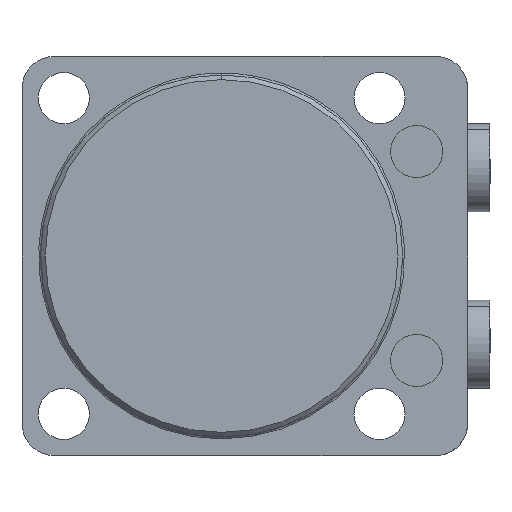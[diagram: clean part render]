
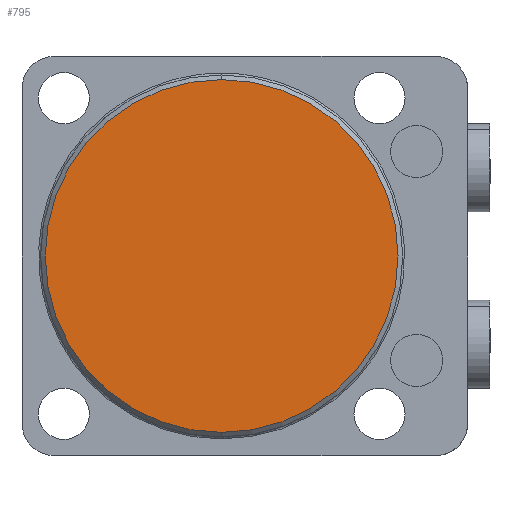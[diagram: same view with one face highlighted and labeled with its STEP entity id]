
A CAD part, front view. The second image highlights one B-rep face of the part: STEP entity #795.
In plain terms, the highlighted planar face has unit normal (0, -1, 0).
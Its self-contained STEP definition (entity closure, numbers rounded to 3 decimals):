
#1 = FACE_OUTER_BOUND ( 'NONE', #4004, .T. ) ;
#200 = EDGE_CURVE ( 'NONE', #2760, #2781, #3611, .T. ) ;
#687 = DIRECTION ( 'NONE',  ( 0., 0., 1. ) ) ;
#688 = DIRECTION ( 'NONE',  ( 0., 1., 0. ) ) ;
#689 = CARTESIAN_POINT ( 'NONE',  ( 0., -79., 0. ) ) ;
#795 = ADVANCED_FACE ( 'NONE', ( #1 ), #2228, .T. ) ;
#912 = AXIS2_PLACEMENT_3D ( 'NONE', #689, #688, #687 ) ;
#1097 = CIRCLE ( 'NONE', #912, 38. ) ;
#1501 = DIRECTION ( 'NONE',  ( 0., 1., 0. ) ) ;
#1523 = DIRECTION ( 'NONE',  ( 0., 0., 1. ) ) ;
#1524 = CARTESIAN_POINT ( 'NONE',  ( 0., -79., 0. ) ) ;
#2224 = DIRECTION ( 'NONE',  ( 0., 0., -1. ) ) ;
#2225 = DIRECTION ( 'NONE',  ( 0., -1., 0. ) ) ;
#2228 = PLANE ( 'NONE',  #2514 ) ;
#2230 = CARTESIAN_POINT ( 'NONE',  ( 0., -79., 0. ) ) ;
#2447 = AXIS2_PLACEMENT_3D ( 'NONE', #1524, #1501, #1523 ) ;
#2514 = AXIS2_PLACEMENT_3D ( 'NONE', #2230, #2225, #2224 ) ;
#2760 = VERTEX_POINT ( 'NONE', #3389 ) ;
#2781 = VERTEX_POINT ( 'NONE', #3287 ) ;
#3287 = CARTESIAN_POINT ( 'NONE',  ( 0., -79., -38. ) ) ;
#3389 = CARTESIAN_POINT ( 'NONE',  ( 0., -79., 38. ) ) ;
#3463 = EDGE_CURVE ( 'NONE', #2781, #2760, #1097, .T. ) ;
#3611 = CIRCLE ( 'NONE', #2447, 38. ) ;
#4004 = EDGE_LOOP ( 'NONE', ( #4189, #4120 ) ) ;
#4120 = ORIENTED_EDGE ( 'NONE', *, *, #3463, .F. ) ;
#4189 = ORIENTED_EDGE ( 'NONE', *, *, #200, .F. ) ;
